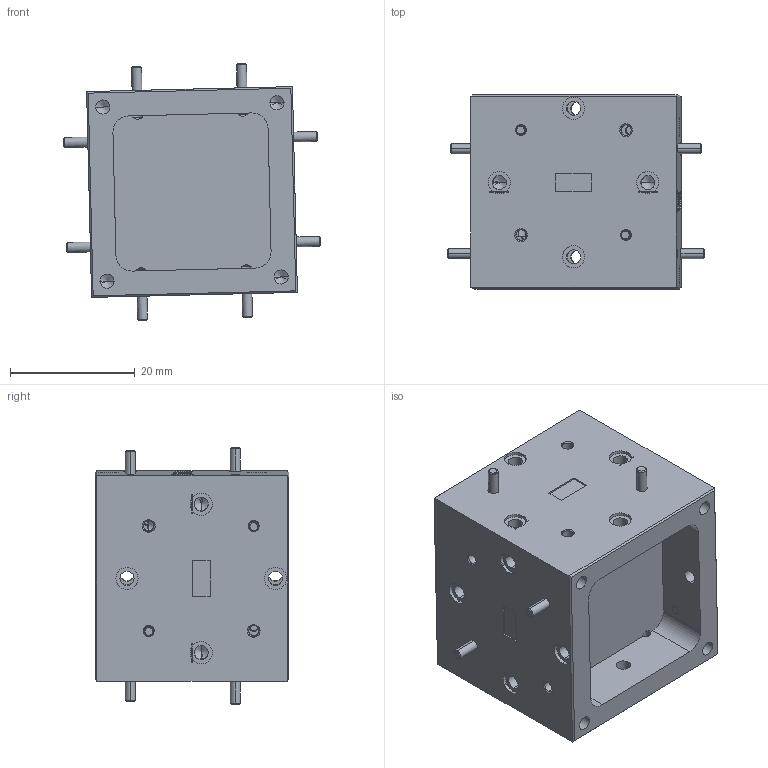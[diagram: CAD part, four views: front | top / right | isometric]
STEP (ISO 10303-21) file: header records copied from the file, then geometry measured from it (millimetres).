
FILE_DESCRIPTION (( 'STEP AP214' ), '1' );
FILE_NAME ('DMWX-22-111-1 Defeatured.STEP', '2023-01-07T00:40:19', ( '' ), ( '' ), 'SwSTEP 2.0', 'SolidWorks 2021', '' );
FILE_SCHEMA (( 'AUTOMOTIVE_DESIGN' ));
Length unit declared in the file: inch
Products named in the file (1): DMWX-22-111-1 Defeatured
Bounding box: 41.19 x 31.11 x 41.19 mm (x, y, z)
Volume: 23007.5 mm3; surface area: 9338.7 mm2
Topology: 7 solids, 7 shells, 496 faces, 1212 edges, 728 vertices
Faces by surface type: plane 185, cylinder 163, cone 148
Entity records: 20766 total; most frequent: CARTESIAN_POINT 2756, DIRECTION 2516, ORIENTED_EDGE 2328, EDGE_CURVE 1164, AXIS2_PLACEMENT_3D 944, VERTEX_POINT 728, LINE 628, VECTOR 628
